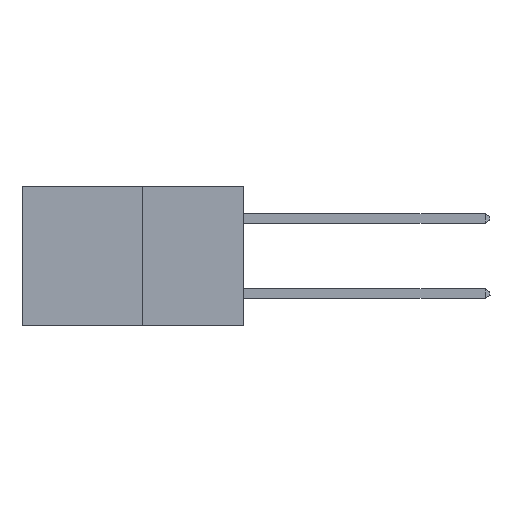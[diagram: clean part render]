
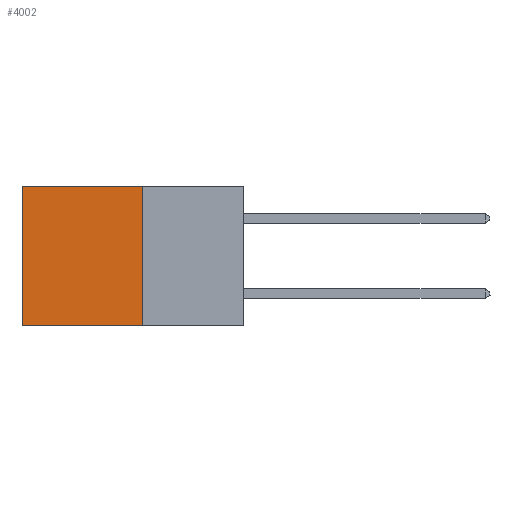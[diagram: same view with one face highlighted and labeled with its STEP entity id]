
A CAD part, left-side view. The second image highlights one B-rep face of the part: STEP entity #4002.
In plain terms, the highlighted planar face has unit normal (-1, 0, 0).
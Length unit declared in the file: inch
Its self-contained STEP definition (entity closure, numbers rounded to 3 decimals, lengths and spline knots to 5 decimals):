
#307 = VECTOR ( 'NONE', #5778, 39.37008 ) ;
#1057 = EDGE_CURVE ( 'NONE', #2505, #1361, #4074, .T. ) ;
#1361 = VERTEX_POINT ( 'NONE', #10116 ) ;
#1406 = EDGE_CURVE ( 'NONE', #1871, #2250, #9472, .T. ) ;
#1871 = VERTEX_POINT ( 'NONE', #4508 ) ;
#1894 = ORIENTED_EDGE ( 'NONE', *, *, #4085, .F. ) ;
#2250 = VERTEX_POINT ( 'NONE', #9308 ) ;
#2261 = LINE ( 'NONE', #4437, #10531 ) ;
#2505 = VERTEX_POINT ( 'NONE', #8509 ) ;
#2763 = DIRECTION ( 'NONE',  ( 0., 0., -1. ) ) ;
#2928 = EDGE_CURVE ( 'NONE', #2505, #1871, #8704, .T. ) ;
#3369 = FACE_OUTER_BOUND ( 'NONE', #5611, .T. ) ;
#4002 = ADVANCED_FACE ( 'NONE', ( #3369 ), #6933, .F. ) ;
#4074 = LINE ( 'NONE', #6609, #8989 ) ;
#4085 = EDGE_CURVE ( 'NONE', #1361, #2250, #2261, .T. ) ;
#4224 = DIRECTION ( 'NONE',  ( 0., 1., 0. ) ) ;
#4437 = CARTESIAN_POINT ( 'NONE',  ( 0.277, 0.27, -0.37 ) ) ;
#4508 = CARTESIAN_POINT ( 'NONE',  ( 0.277, 0.59, 0. ) ) ;
#5280 = DIRECTION ( 'NONE',  ( 0., 1., 0. ) ) ;
#5500 = CARTESIAN_POINT ( 'NONE',  ( 0.277, 0.27, 0. ) ) ;
#5601 = ORIENTED_EDGE ( 'NONE', *, *, #1057, .F. ) ;
#5611 = EDGE_LOOP ( 'NONE', ( #10662, #1894, #5601, #6465 ) ) ;
#5778 = DIRECTION ( 'NONE',  ( 0., 0., -1. ) ) ;
#5950 = AXIS2_PLACEMENT_3D ( 'NONE', #6879, #6238, #6235 ) ;
#6235 = DIRECTION ( 'NONE',  ( 0., 0., -1. ) ) ;
#6238 = DIRECTION ( 'NONE',  ( 1., 0., 0. ) ) ;
#6465 = ORIENTED_EDGE ( 'NONE', *, *, #2928, .T. ) ;
#6509 = VECTOR ( 'NONE', #5280, 39.37008 ) ;
#6609 = CARTESIAN_POINT ( 'NONE',  ( 0.277, 0.27, -0.37 ) ) ;
#6879 = CARTESIAN_POINT ( 'NONE',  ( 0.277, 0.27, -0.37 ) ) ;
#6933 = PLANE ( 'NONE',  #5950 ) ;
#7599 = CARTESIAN_POINT ( 'NONE',  ( 0.277, 0.59, -0.37 ) ) ;
#8509 = CARTESIAN_POINT ( 'NONE',  ( 0.277, 0.27, 0. ) ) ;
#8704 = LINE ( 'NONE', #5500, #6509 ) ;
#8989 = VECTOR ( 'NONE', #2763, 39.37008 ) ;
#9308 = CARTESIAN_POINT ( 'NONE',  ( 0.277, 0.59, -0.37 ) ) ;
#9472 = LINE ( 'NONE', #7599, #307 ) ;
#10116 = CARTESIAN_POINT ( 'NONE',  ( 0.277, 0.27, -0.37 ) ) ;
#10531 = VECTOR ( 'NONE', #4224, 39.37008 ) ;
#10662 = ORIENTED_EDGE ( 'NONE', *, *, #1406, .T. ) ;
